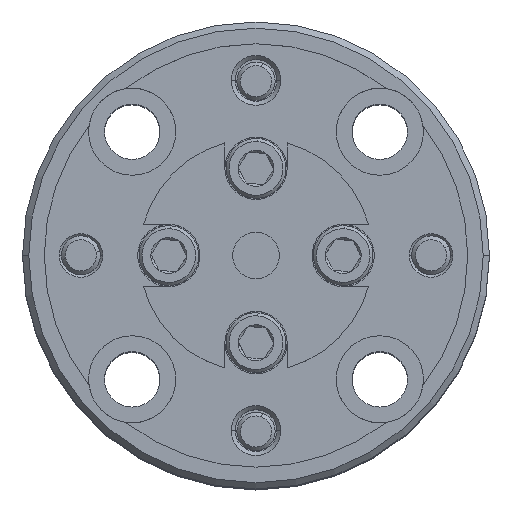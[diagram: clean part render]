
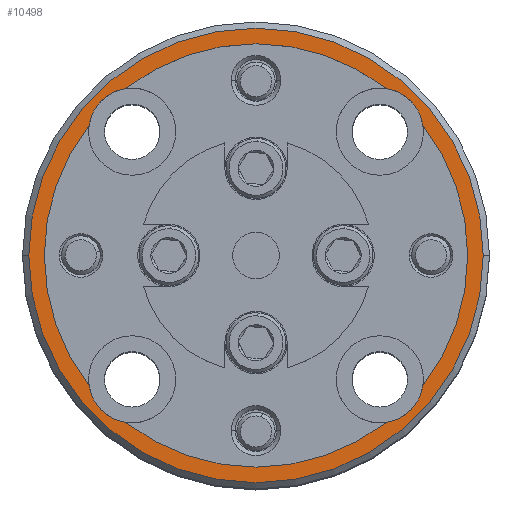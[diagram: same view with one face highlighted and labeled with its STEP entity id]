
A CAD part, top view. The second image highlights one B-rep face of the part: STEP entity #10498.
In plain terms, the highlighted planar face has unit normal (0, 0, 1).
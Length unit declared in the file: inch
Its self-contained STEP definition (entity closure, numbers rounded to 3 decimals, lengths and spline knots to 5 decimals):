
#216 = EDGE_LOOP ( 'NONE', ( #10512, #2900 ) ) ;
#248 = AXIS2_PLACEMENT_3D ( 'NONE', #4013, #2443, #10600 ) ;
#262 = VERTEX_POINT ( 'NONE', #2195 ) ;
#346 = CARTESIAN_POINT ( 'NONE',  ( -1.99372, 0.49524, 1.58845 ) ) ;
#423 = ORIENTED_EDGE ( 'NONE', *, *, #7342, .F. ) ;
#616 = VERTEX_POINT ( 'NONE', #9883 ) ;
#628 = CARTESIAN_POINT ( 'NONE',  ( -1.78466, 0.22711, 1.58845 ) ) ;
#675 = PLANE ( 'NONE',  #6260 ) ;
#681 = DIRECTION ( 'NONE',  ( 0., 0., 1. ) ) ;
#711 = AXIS2_PLACEMENT_3D ( 'NONE', #9665, #681, #10540 ) ;
#970 = ORIENTED_EDGE ( 'NONE', *, *, #6979, .F. ) ;
#1011 = DIRECTION ( 'NONE',  ( 0., 0., 1. ) ) ;
#1050 = CIRCLE ( 'NONE', #8115, 0.07 ) ;
#1169 = DIRECTION ( 'NONE',  ( 0., 0., 1. ) ) ;
#1291 = DIRECTION ( 'NONE',  ( 1., 0., 0. ) ) ;
#1335 = CARTESIAN_POINT ( 'NONE',  ( -2.26185, 0.7043, 1.58845 ) ) ;
#1622 = CARTESIAN_POINT ( 'NONE',  ( -1.62872, 0.49524, 1.58845 ) ) ;
#1694 = VERTEX_POINT ( 'NONE', #8108 ) ;
#1934 = AXIS2_PLACEMENT_3D ( 'NONE', #3532, #1011, #2626 ) ;
#2181 = DIRECTION ( 'NONE',  ( 1., 0., 0. ) ) ;
#2195 = CARTESIAN_POINT ( 'NONE',  ( -1.72559, 0.28618, 1.58845 ) ) ;
#2283 = CIRCLE ( 'NONE', #5736, 0.34 ) ;
#2433 = EDGE_CURVE ( 'NONE', #1694, #2495, #8455, .T. ) ;
#2443 = DIRECTION ( 'NONE',  ( 0., 0., 1. ) ) ;
#2480 = DIRECTION ( 'NONE',  ( 0., 0., 1. ) ) ;
#2495 = VERTEX_POINT ( 'NONE', #1335 ) ;
#2626 = DIRECTION ( 'NONE',  ( 1., 0., 0. ) ) ;
#2725 = DIRECTION ( 'NONE',  ( 1., 0., 0. ) ) ;
#2755 = EDGE_CURVE ( 'NONE', #616, #10448, #2283, .T. ) ;
#2836 = CARTESIAN_POINT ( 'NONE',  ( -1.99372, 0.49524, 1.58845 ) ) ;
#2900 = ORIENTED_EDGE ( 'NONE', *, *, #8031, .T. ) ;
#2926 = CARTESIAN_POINT ( 'NONE',  ( -2.1926, 0.29637, 1.58845 ) ) ;
#2930 = CARTESIAN_POINT ( 'NONE',  ( -1.72559, 0.7043, 1.58845 ) ) ;
#3492 = DIRECTION ( 'NONE',  ( 1., 0., 0. ) ) ;
#3514 = ORIENTED_EDGE ( 'NONE', *, *, #5661, .F. ) ;
#3532 = CARTESIAN_POINT ( 'NONE',  ( -2.1926, 0.69412, 1.58845 ) ) ;
#3617 = CIRCLE ( 'NONE', #8612, 0.365 ) ;
#3623 = DIRECTION ( 'NONE',  ( 0., 0., 1. ) ) ;
#3665 = CIRCLE ( 'NONE', #8663, 0.34 ) ;
#3666 = CIRCLE ( 'NONE', #9694, 0.34 ) ;
#3767 = DIRECTION ( 'NONE',  ( 1., 0., 0. ) ) ;
#3904 = CARTESIAN_POINT ( 'NONE',  ( -1.99372, 0.49524, 1.58845 ) ) ;
#4013 = CARTESIAN_POINT ( 'NONE',  ( -1.79485, 0.29637, 1.58845 ) ) ;
#4015 = CARTESIAN_POINT ( 'NONE',  ( -2.35872, 0.49524, 1.58845 ) ) ;
#4190 = CARTESIAN_POINT ( 'NONE',  ( -1.99372, 0.49524, 1.58845 ) ) ;
#4424 = DIRECTION ( 'NONE',  ( 0., 0., 1. ) ) ;
#4506 = ORIENTED_EDGE ( 'NONE', *, *, #6602, .F. ) ;
#4750 = FACE_BOUND ( 'NONE', #8605, .T. ) ;
#4767 = CIRCLE ( 'NONE', #9592, 0.07 ) ;
#4888 = CIRCLE ( 'NONE', #8331, 0.34 ) ;
#5167 = CARTESIAN_POINT ( 'NONE',  ( -2.26185, 0.28618, 1.58845 ) ) ;
#5184 = CARTESIAN_POINT ( 'NONE',  ( -1.78466, 0.76337, 1.58845 ) ) ;
#5410 = EDGE_CURVE ( 'NONE', #8622, #10353, #1050, .T. ) ;
#5579 = AXIS2_PLACEMENT_3D ( 'NONE', #8678, #4424, #3767 ) ;
#5659 = DIRECTION ( 'NONE',  ( 1., 0., 0. ) ) ;
#5661 = EDGE_CURVE ( 'NONE', #7665, #1694, #6393, .T. ) ;
#5676 = EDGE_CURVE ( 'NONE', #7626, #6999, #3617, .T. ) ;
#5736 = AXIS2_PLACEMENT_3D ( 'NONE', #4190, #5960, #9948 ) ;
#5744 = CIRCLE ( 'NONE', #248, 0.07 ) ;
#5960 = DIRECTION ( 'NONE',  ( 0., 0., 1. ) ) ;
#6191 = CARTESIAN_POINT ( 'NONE',  ( -1.99372, 0.49524, 1.58845 ) ) ;
#6260 = AXIS2_PLACEMENT_3D ( 'NONE', #3904, #8958, #10599 ) ;
#6384 = ORIENTED_EDGE ( 'NONE', *, *, #8276, .F. ) ;
#6393 = CIRCLE ( 'NONE', #711, 0.34 ) ;
#6496 = ORIENTED_EDGE ( 'NONE', *, *, #10008, .F. ) ;
#6535 = CARTESIAN_POINT ( 'NONE',  ( -1.79485, 0.69412, 1.58845 ) ) ;
#6602 = EDGE_CURVE ( 'NONE', #9362, #262, #5744, .T. ) ;
#6979 = EDGE_CURVE ( 'NONE', #10448, #7665, #4767, .T. ) ;
#6999 = VERTEX_POINT ( 'NONE', #1622 ) ;
#7342 = EDGE_CURVE ( 'NONE', #262, #616, #3666, .T. ) ;
#7542 = DIRECTION ( 'NONE',  ( 0., 0., 1. ) ) ;
#7578 = CARTESIAN_POINT ( 'NONE',  ( -2.20278, 0.22711, 1.58845 ) ) ;
#7626 = VERTEX_POINT ( 'NONE', #4015 ) ;
#7665 = VERTEX_POINT ( 'NONE', #5184 ) ;
#7984 = CIRCLE ( 'NONE', #5579, 0.365 ) ;
#8031 = EDGE_CURVE ( 'NONE', #6999, #7626, #7984, .T. ) ;
#8106 = CARTESIAN_POINT ( 'NONE',  ( -1.99372, 0.49524, 1.58845 ) ) ;
#8108 = CARTESIAN_POINT ( 'NONE',  ( -2.20278, 0.76337, 1.58845 ) ) ;
#8115 = AXIS2_PLACEMENT_3D ( 'NONE', #2926, #9495, #8694 ) ;
#8276 = EDGE_CURVE ( 'NONE', #10353, #9362, #4888, .T. ) ;
#8331 = AXIS2_PLACEMENT_3D ( 'NONE', #6191, #1169, #1291 ) ;
#8455 = CIRCLE ( 'NONE', #1934, 0.07 ) ;
#8503 = DIRECTION ( 'NONE',  ( 0., 0., 1. ) ) ;
#8605 = EDGE_LOOP ( 'NONE', ( #10640, #3514, #970, #10630, #423, #4506, #6384, #9745, #6496 ) ) ;
#8612 = AXIS2_PLACEMENT_3D ( 'NONE', #8106, #3623, #2181 ) ;
#8622 = VERTEX_POINT ( 'NONE', #5167 ) ;
#8663 = AXIS2_PLACEMENT_3D ( 'NONE', #346, #8503, #3492 ) ;
#8678 = CARTESIAN_POINT ( 'NONE',  ( -1.99372, 0.49524, 1.58845 ) ) ;
#8694 = DIRECTION ( 'NONE',  ( 1., 0., 0. ) ) ;
#8853 = FACE_OUTER_BOUND ( 'NONE', #216, .T. ) ;
#8958 = DIRECTION ( 'NONE',  ( 0., 0., 1. ) ) ;
#9362 = VERTEX_POINT ( 'NONE', #628 ) ;
#9495 = DIRECTION ( 'NONE',  ( 0., 0., 1. ) ) ;
#9592 = AXIS2_PLACEMENT_3D ( 'NONE', #6535, #2480, #5659 ) ;
#9665 = CARTESIAN_POINT ( 'NONE',  ( -1.99372, 0.49524, 1.58845 ) ) ;
#9694 = AXIS2_PLACEMENT_3D ( 'NONE', #2836, #7542, #2725 ) ;
#9745 = ORIENTED_EDGE ( 'NONE', *, *, #5410, .F. ) ;
#9883 = CARTESIAN_POINT ( 'NONE',  ( -1.65372, 0.49524, 1.58845 ) ) ;
#9948 = DIRECTION ( 'NONE',  ( 1., 0., 0. ) ) ;
#10008 = EDGE_CURVE ( 'NONE', #2495, #8622, #3665, .T. ) ;
#10353 = VERTEX_POINT ( 'NONE', #7578 ) ;
#10448 = VERTEX_POINT ( 'NONE', #2930 ) ;
#10498 = ADVANCED_FACE ( 'NONE', ( #8853, #4750 ), #675, .T. ) ;
#10512 = ORIENTED_EDGE ( 'NONE', *, *, #5676, .T. ) ;
#10540 = DIRECTION ( 'NONE',  ( 1., 0., 0. ) ) ;
#10599 = DIRECTION ( 'NONE',  ( 1., 0., 0. ) ) ;
#10600 = DIRECTION ( 'NONE',  ( 1., 0., 0. ) ) ;
#10630 = ORIENTED_EDGE ( 'NONE', *, *, #2755, .F. ) ;
#10640 = ORIENTED_EDGE ( 'NONE', *, *, #2433, .F. ) ;
